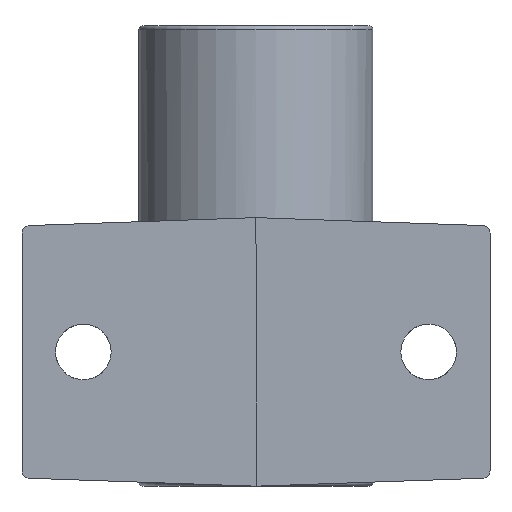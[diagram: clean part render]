
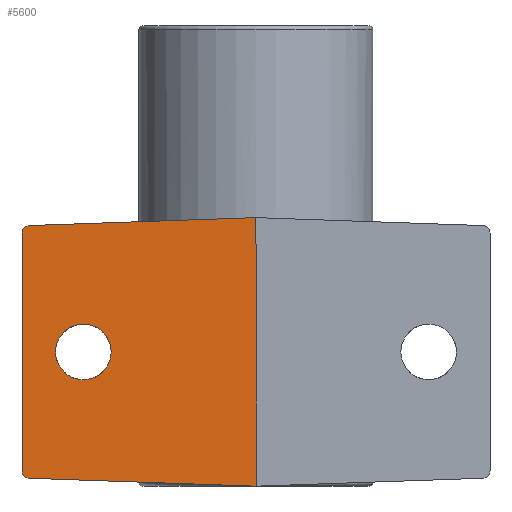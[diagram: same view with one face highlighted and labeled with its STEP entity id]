
A CAD part, front view. The second image highlights one B-rep face of the part: STEP entity #5600.
In plain terms, the highlighted planar face has unit normal (0, -1, 0).
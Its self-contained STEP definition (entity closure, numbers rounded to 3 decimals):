
#22 = CARTESIAN_POINT ( 'NONE',  ( -61., 0., -35. ) ) ;
#27 = CARTESIAN_POINT ( 'NONE',  ( -45., 0., 0. ) ) ;
#332 = AXIS2_PLACEMENT_3D ( 'NONE', #6699, #6069, #2795 ) ;
#446 = VERTEX_POINT ( 'NONE', #5575 ) ;
#490 = DIRECTION ( 'NONE',  ( 0.999, 0., 0.035 ) ) ;
#599 = DIRECTION ( 'NONE',  ( 0., -1., 0. ) ) ;
#654 = DIRECTION ( 'NONE',  ( 0., 0., -1. ) ) ;
#741 = LINE ( 'NONE', #1415, #6879 ) ;
#862 = CARTESIAN_POINT ( 'NONE',  ( -61., 0., 30.938 ) ) ;
#1052 = EDGE_CURVE ( 'NONE', #446, #2622, #741, .T. ) ;
#1375 = ORIENTED_EDGE ( 'NONE', *, *, #2013, .F. ) ;
#1415 = CARTESIAN_POINT ( 'NONE',  ( 0., 0., -35. ) ) ;
#1538 = FACE_OUTER_BOUND ( 'NONE', #4255, .T. ) ;
#1631 = CARTESIAN_POINT ( 'NONE',  ( 0., 0., 35. ) ) ;
#1763 = DIRECTION ( 'NONE',  ( 0., -1., 0. ) ) ;
#1874 = EDGE_CURVE ( 'NONE', #2458, #4512, #6622, .T. ) ;
#1974 = VECTOR ( 'NONE', #490, 1000. ) ;
#2009 = DIRECTION ( 'NONE',  ( 0., 0., -1. ) ) ;
#2013 = EDGE_CURVE ( 'NONE', #3725, #3849, #2511, .T. ) ;
#2026 = CARTESIAN_POINT ( 'NONE',  ( -59.07, 0., -32.937 ) ) ;
#2398 = CARTESIAN_POINT ( 'NONE',  ( -61., 0., 35. ) ) ;
#2458 = VERTEX_POINT ( 'NONE', #7023 ) ;
#2511 = CIRCLE ( 'NONE', #5424, 7.25 ) ;
#2539 = CARTESIAN_POINT ( 'NONE',  ( -45., 0., 7.25 ) ) ;
#2622 = VERTEX_POINT ( 'NONE', #1631 ) ;
#2691 = AXIS2_PLACEMENT_3D ( 'NONE', #22, #3839, #2715 ) ;
#2715 = DIRECTION ( 'NONE',  ( 0., 0., -1. ) ) ;
#2795 = DIRECTION ( 'NONE',  ( 0., 0., -1. ) ) ;
#3079 = ORIENTED_EDGE ( 'NONE', *, *, #1052, .T. ) ;
#3091 = LINE ( 'NONE', #6506, #1974 ) ;
#3105 = AXIS2_PLACEMENT_3D ( 'NONE', #27, #599, #654 ) ;
#3134 = EDGE_CURVE ( 'NONE', #2458, #5236, #4130, .T. ) ;
#3255 = CIRCLE ( 'NONE', #3105, 7.25 ) ;
#3437 = AXIS2_PLACEMENT_3D ( 'NONE', #5353, #6394, #2009 ) ;
#3725 = VERTEX_POINT ( 'NONE', #6349 ) ;
#3766 = PLANE ( 'NONE',  #2691 ) ;
#3804 = ORIENTED_EDGE ( 'NONE', *, *, #3134, .F. ) ;
#3839 = DIRECTION ( 'NONE',  ( 0., -1., 0. ) ) ;
#3849 = VERTEX_POINT ( 'NONE', #2539 ) ;
#4049 = DIRECTION ( 'NONE',  ( 0., 0., 1. ) ) ;
#4114 = VECTOR ( 'NONE', #5103, 1000. ) ;
#4130 = LINE ( 'NONE', #2398, #7038 ) ;
#4187 = ORIENTED_EDGE ( 'NONE', *, *, #5721, .T. ) ;
#4255 = EDGE_LOOP ( 'NONE', ( #6481, #4187, #3804, #5641, #6154, #3079 ) ) ;
#4360 = LINE ( 'NONE', #5939, #4114 ) ;
#4512 = VERTEX_POINT ( 'NONE', #2026 ) ;
#4545 = FACE_BOUND ( 'NONE', #7069, .T. ) ;
#4595 = EDGE_CURVE ( 'NONE', #6895, #2622, #3091, .T. ) ;
#4726 = EDGE_CURVE ( 'NONE', #3849, #3725, #3255, .T. ) ;
#5057 = CARTESIAN_POINT ( 'NONE',  ( -45., 0., 0. ) ) ;
#5103 = DIRECTION ( 'NONE',  ( -0.999, 0., 0.035 ) ) ;
#5236 = VERTEX_POINT ( 'NONE', #862 ) ;
#5353 = CARTESIAN_POINT ( 'NONE',  ( -59., 0., 30.938 ) ) ;
#5424 = AXIS2_PLACEMENT_3D ( 'NONE', #5057, #1763, #5597 ) ;
#5484 = CIRCLE ( 'NONE', #3437, 2. ) ;
#5575 = CARTESIAN_POINT ( 'NONE',  ( 0., 0., -35. ) ) ;
#5597 = DIRECTION ( 'NONE',  ( 0., 0., -1. ) ) ;
#5600 = ADVANCED_FACE ( 'NONE', ( #4545, #1538 ), #3766, .T. ) ;
#5641 = ORIENTED_EDGE ( 'NONE', *, *, #1874, .T. ) ;
#5721 = EDGE_CURVE ( 'NONE', #6895, #5236, #5484, .T. ) ;
#5891 = ORIENTED_EDGE ( 'NONE', *, *, #4726, .F. ) ;
#5939 = CARTESIAN_POINT ( 'NONE',  ( -60.926, 0., -32.872 ) ) ;
#6069 = DIRECTION ( 'NONE',  ( 0., -1., 0. ) ) ;
#6154 = ORIENTED_EDGE ( 'NONE', *, *, #6290, .F. ) ;
#6290 = EDGE_CURVE ( 'NONE', #446, #4512, #4360, .T. ) ;
#6349 = CARTESIAN_POINT ( 'NONE',  ( -45., 0., -7.25 ) ) ;
#6370 = DIRECTION ( 'NONE',  ( 0., 0., 1. ) ) ;
#6394 = DIRECTION ( 'NONE',  ( 0., -1., 0. ) ) ;
#6481 = ORIENTED_EDGE ( 'NONE', *, *, #4595, .F. ) ;
#6506 = CARTESIAN_POINT ( 'NONE',  ( -63.367, 0., 32.787 ) ) ;
#6622 = CIRCLE ( 'NONE', #332, 2. ) ;
#6699 = CARTESIAN_POINT ( 'NONE',  ( -59., 0., -30.938 ) ) ;
#6755 = CARTESIAN_POINT ( 'NONE',  ( -59.07, 0., 32.937 ) ) ;
#6879 = VECTOR ( 'NONE', #6370, 1000. ) ;
#6895 = VERTEX_POINT ( 'NONE', #6755 ) ;
#7023 = CARTESIAN_POINT ( 'NONE',  ( -61., 0., -30.938 ) ) ;
#7038 = VECTOR ( 'NONE', #4049, 1000. ) ;
#7069 = EDGE_LOOP ( 'NONE', ( #1375, #5891 ) ) ;
